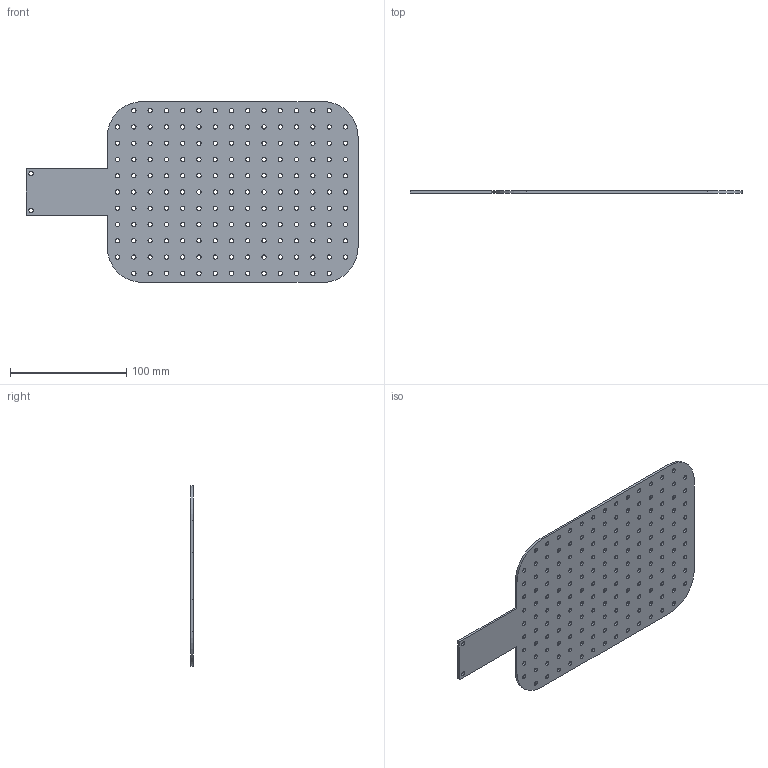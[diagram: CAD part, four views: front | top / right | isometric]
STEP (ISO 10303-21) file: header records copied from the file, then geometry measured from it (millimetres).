
FILE_DESCRIPTION (( 'STEP AP203' ), '1' );
FILE_NAME ('test_mounting_plate.STEP', '2023-04-21T02:18:29', ( '' ), ( '' ), 'SwSTEP 2.0', 'SolidWorks 2022', '' );
FILE_SCHEMA (( 'CONFIG_CONTROL_DESIGN' ));
Length unit declared in the file: millimetre
Products named in the file (1): test_mounting_plate
Bounding box: 285.6 x 2 x 155.57 mm (x, y, z)
Volume: 67633.6 mm3; surface area: 73084.7 mm2
Topology: 1 solids, 1 shells, 340 faces, 1014 edges, 676 vertices
Faces by surface type: cylinder 330, plane 10
Entity records: 12567 total; most frequent: DIRECTION 2356, CARTESIAN_POINT 2031, ORIENTED_EDGE 2028, EDGE_CURVE 1014, AXIS2_PLACEMENT_3D 1001, VERTEX_POINT 676, EDGE_LOOP 666, CIRCLE 660
